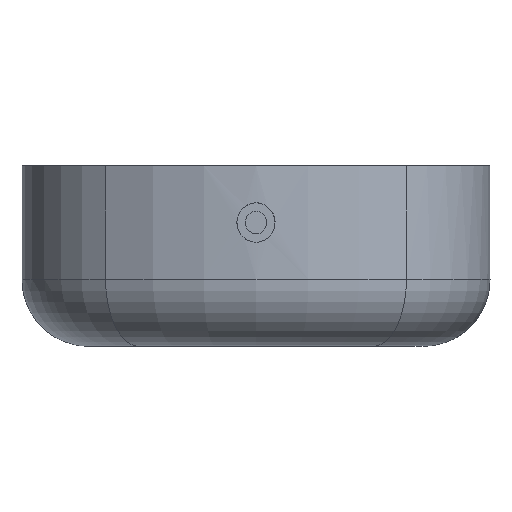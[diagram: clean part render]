
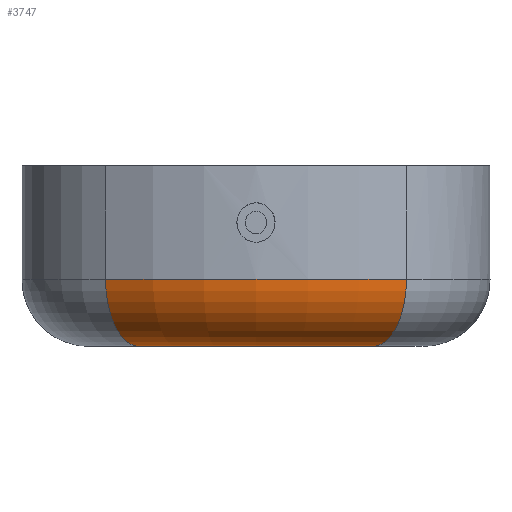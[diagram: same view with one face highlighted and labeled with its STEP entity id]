
A CAD part, front view. The second image highlights one B-rep face of the part: STEP entity #3747.
In plain terms, the highlighted toroidal (fillet/blend) face has major radius 35 mm and minor radius 10 mm.
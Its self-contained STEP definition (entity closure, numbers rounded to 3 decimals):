
#353 = CARTESIAN_POINT ( 'NONE',  ( -17.5, -34.061, 0. ) ) ;
#1341 = DIRECTION ( 'NONE',  ( 0.866, 0.5, 0. ) ) ;
#1536 = CARTESIAN_POINT ( 'NONE',  ( 22.5, -42.721, 10. ) ) ;
#2508 = CIRCLE ( 'NONE', #3019, 10. ) ;
#2642 = AXIS2_PLACEMENT_3D ( 'NONE', #3880, #6426, #7930 ) ;
#3004 = DIRECTION ( 'NONE',  ( 1., 0., 0. ) ) ;
#3019 = AXIS2_PLACEMENT_3D ( 'NONE', #10200, #3448, #6882 ) ;
#3098 = CARTESIAN_POINT ( 'NONE',  ( 17.5, -34.061, 10. ) ) ;
#3335 = DIRECTION ( 'NONE',  ( 1., 0., 0. ) ) ;
#3369 = VERTEX_POINT ( 'NONE', #353 ) ;
#3448 = DIRECTION ( 'NONE',  ( 0.866, -0.5, 0. ) ) ;
#3747 = ADVANCED_FACE ( 'NONE', ( #10582 ), #9944, .T. ) ;
#3880 = CARTESIAN_POINT ( 'NONE',  ( 0., -3.75, 0. ) ) ;
#4147 = DIRECTION ( 'NONE',  ( 0., 0., 1. ) ) ;
#4470 = ORIENTED_EDGE ( 'NONE', *, *, #9614, .F. ) ;
#4493 = CARTESIAN_POINT ( 'NONE',  ( 17.5, -34.061, 0. ) ) ;
#4965 = CARTESIAN_POINT ( 'NONE',  ( 0., -3.75, 10. ) ) ;
#5387 = DIRECTION ( 'NONE',  ( -0.5, 0.866, 0. ) ) ;
#5767 = VERTEX_POINT ( 'NONE', #4493 ) ;
#5868 = ORIENTED_EDGE ( 'NONE', *, *, #7319, .F. ) ;
#6426 = DIRECTION ( 'NONE',  ( 0., 0., -1. ) ) ;
#6882 = DIRECTION ( 'NONE',  ( 0.5, 0.866, 0. ) ) ;
#7036 = CIRCLE ( 'NONE', #7575, 45. ) ;
#7159 = CARTESIAN_POINT ( 'NONE',  ( 0., -3.75, 10. ) ) ;
#7319 = EDGE_CURVE ( 'NONE', #5767, #3369, #7360, .T. ) ;
#7360 = CIRCLE ( 'NONE', #2642, 35. ) ;
#7399 = CIRCLE ( 'NONE', #9513, 10. ) ;
#7476 = DIRECTION ( 'NONE',  ( 0., 0., 1. ) ) ;
#7575 = AXIS2_PLACEMENT_3D ( 'NONE', #4965, #4147, #3335 ) ;
#7707 = EDGE_LOOP ( 'NONE', ( #10087, #5868, #10798, #4470 ) ) ;
#7930 = DIRECTION ( 'NONE',  ( 1., 0., 0. ) ) ;
#9338 = VERTEX_POINT ( 'NONE', #1536 ) ;
#9410 = CARTESIAN_POINT ( 'NONE',  ( -22.5, -42.721, 10. ) ) ;
#9513 = AXIS2_PLACEMENT_3D ( 'NONE', #3098, #1341, #5387 ) ;
#9590 = AXIS2_PLACEMENT_3D ( 'NONE', #7159, #7476, #3004 ) ;
#9614 = EDGE_CURVE ( 'NONE', #10125, #9338, #7036, .T. ) ;
#9779 = EDGE_CURVE ( 'NONE', #10125, #3369, #2508, .T. ) ;
#9923 = EDGE_CURVE ( 'NONE', #9338, #5767, #7399, .T. ) ;
#9944 = TOROIDAL_SURFACE ( 'NONE', #9590, 35., 10. ) ;
#10087 = ORIENTED_EDGE ( 'NONE', *, *, #9779, .T. ) ;
#10125 = VERTEX_POINT ( 'NONE', #9410 ) ;
#10200 = CARTESIAN_POINT ( 'NONE',  ( -17.5, -34.061, 10. ) ) ;
#10582 = FACE_OUTER_BOUND ( 'NONE', #7707, .T. ) ;
#10798 = ORIENTED_EDGE ( 'NONE', *, *, #9923, .F. ) ;
